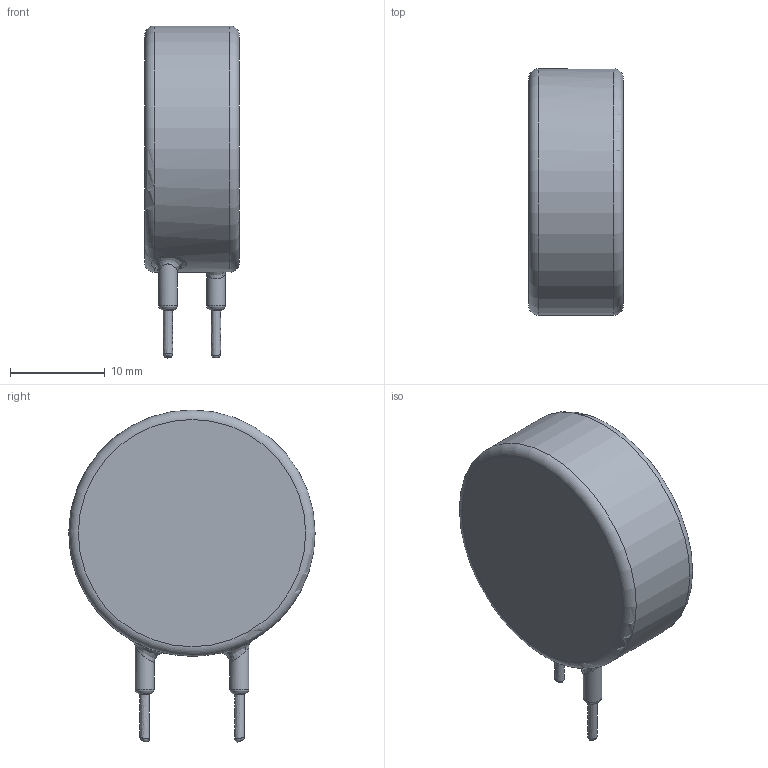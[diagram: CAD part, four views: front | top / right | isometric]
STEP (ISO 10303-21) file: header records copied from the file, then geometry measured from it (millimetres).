
FILE_DESCRIPTION(/* description */ ('','CAx-IF Rec.Pracs.---Representation and Presentation of Product Manufacturing Information (PMI)---4.0---2014-10-13'),/* implementation_level */ '2;1');
FILE_NAME(/* name */ 'MOV-20D331K.step',/* time_stamp */ '2025-02-24T21:34:45-05:00',/* author */ (''),/* organization */ (''),/* preprocessor_version */ 'ST-DEVELOPER v20',/* originating_system */ 'Autodesk Translation Framework v13.20.0.188',/* authorisation */ '');
FILE_SCHEMA (('AP242_MANAGED_MODEL_BASED_3D_ENGINEERING_MIM_LF { 1 0 10303 442 1 1 4 }'));
Length unit declared in the file: millimetre
Products named in the file (1): MOV-20D331K
Bounding box: 10 x 26 x 35.06 mm (x, y, z)
Volume: 5316.6 mm3; surface area: 1959.6 mm2
Topology: 3 solids, 3 shells, 25 faces, 57 edges, 38 vertices
Faces by surface type: cylinder 11, bspline 10, torus 2, plane 2
Full cylindrical faces by diameter (mm): 1 x2, 2 x2, 26 x1
Entity records: 1698 total; most frequent: CARTESIAN_POINT 1137, ORIENTED_EDGE 114, DIRECTION 91, EDGE_CURVE 57, AXIS2_PLACEMENT_3D 42, VERTEX_POINT 38, CIRCLE 26, FACE_OUTER_BOUND 25
